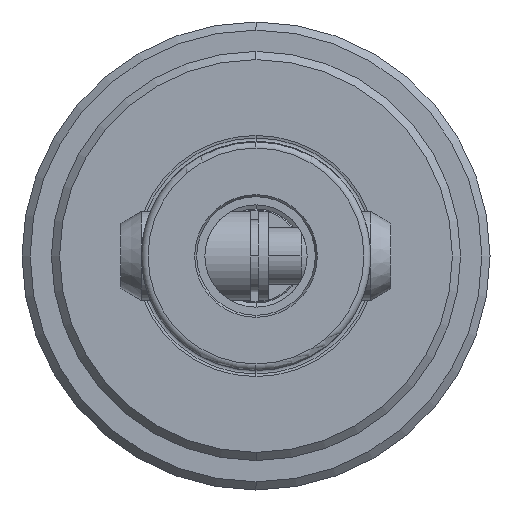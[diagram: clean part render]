
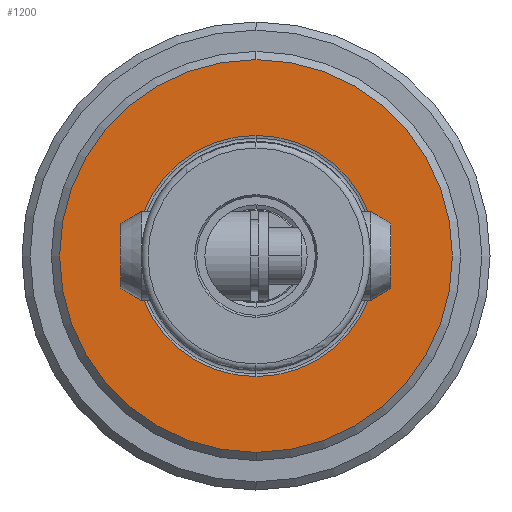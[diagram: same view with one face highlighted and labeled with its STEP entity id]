
A CAD part, left-side view. The second image highlights one B-rep face of the part: STEP entity #1200.
In plain terms, the highlighted planar face has unit normal (-1, 0, 0).
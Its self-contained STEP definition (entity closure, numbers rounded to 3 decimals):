
#196 = DIRECTION ( 'NONE',  ( 0., 0., 1. ) ) ;
#424 = AXIS2_PLACEMENT_3D ( 'NONE', #1352, #2018, #196 ) ;
#604 = VERTEX_POINT ( 'NONE', #4850 ) ;
#1096 = DIRECTION ( 'NONE',  ( -1., 0., 0. ) ) ;
#1184 = VERTEX_POINT ( 'NONE', #5422 ) ;
#1200 = ADVANCED_FACE ( 'NONE', ( #4201, #7236 ), #1876, .F. ) ;
#1274 = AXIS2_PLACEMENT_3D ( 'NONE', #6109, #2500, #3702 ) ;
#1275 = DIRECTION ( 'NONE',  ( -1., 0., 0. ) ) ;
#1352 = CARTESIAN_POINT ( 'NONE',  ( 30., 0., 0. ) ) ;
#1512 = ORIENTED_EDGE ( 'NONE', *, *, #7246, .T. ) ;
#1858 = DIRECTION ( 'NONE',  ( 0., 0., -1. ) ) ;
#1876 = PLANE ( 'NONE',  #7624 ) ;
#2018 = DIRECTION ( 'NONE',  ( -1., 0., 0. ) ) ;
#2296 = EDGE_CURVE ( 'NONE', #3717, #4268, #7699, .T. ) ;
#2456 = AXIS2_PLACEMENT_3D ( 'NONE', #4135, #1096, #5339 ) ;
#2500 = DIRECTION ( 'NONE',  ( -1., 0., 0. ) ) ;
#2669 = EDGE_LOOP ( 'NONE', ( #4956, #1512 ) ) ;
#3473 = EDGE_CURVE ( 'NONE', #604, #1184, #5285, .T. ) ;
#3608 = ORIENTED_EDGE ( 'NONE', *, *, #5573, .F. ) ;
#3702 = DIRECTION ( 'NONE',  ( 0., 0., 1. ) ) ;
#3717 = VERTEX_POINT ( 'NONE', #7430 ) ;
#4135 = CARTESIAN_POINT ( 'NONE',  ( 30., 0., 0. ) ) ;
#4201 = FACE_BOUND ( 'NONE', #7088, .T. ) ;
#4207 = CIRCLE ( 'NONE', #1274, 24. ) ;
#4268 = VERTEX_POINT ( 'NONE', #6190 ) ;
#4789 = CARTESIAN_POINT ( 'NONE',  ( 30., 0., 0. ) ) ;
#4850 = CARTESIAN_POINT ( 'NONE',  ( 30., 0., 14.739 ) ) ;
#4888 = CARTESIAN_POINT ( 'NONE',  ( 30., 14.739, 0. ) ) ;
#4956 = ORIENTED_EDGE ( 'NONE', *, *, #2296, .T. ) ;
#5285 = CIRCLE ( 'NONE', #2456, 14.739 ) ;
#5339 = DIRECTION ( 'NONE',  ( 0., 0., 1. ) ) ;
#5422 = CARTESIAN_POINT ( 'NONE',  ( 30., 0., -14.739 ) ) ;
#5423 = DIRECTION ( 'NONE',  ( 0., 0., 1. ) ) ;
#5573 = EDGE_CURVE ( 'NONE', #1184, #604, #6730, .T. ) ;
#5790 = AXIS2_PLACEMENT_3D ( 'NONE', #4789, #1275, #5423 ) ;
#6109 = CARTESIAN_POINT ( 'NONE',  ( 30., 0., 0. ) ) ;
#6113 = DIRECTION ( 'NONE',  ( 1., 0., 0. ) ) ;
#6190 = CARTESIAN_POINT ( 'NONE',  ( 30., 0., 24. ) ) ;
#6383 = ORIENTED_EDGE ( 'NONE', *, *, #3473, .F. ) ;
#6730 = CIRCLE ( 'NONE', #424, 14.739 ) ;
#7088 = EDGE_LOOP ( 'NONE', ( #6383, #3608 ) ) ;
#7236 = FACE_OUTER_BOUND ( 'NONE', #2669, .T. ) ;
#7246 = EDGE_CURVE ( 'NONE', #4268, #3717, #4207, .T. ) ;
#7430 = CARTESIAN_POINT ( 'NONE',  ( 30., 0., -24. ) ) ;
#7624 = AXIS2_PLACEMENT_3D ( 'NONE', #4888, #6113, #1858 ) ;
#7699 = CIRCLE ( 'NONE', #5790, 24. ) ;
